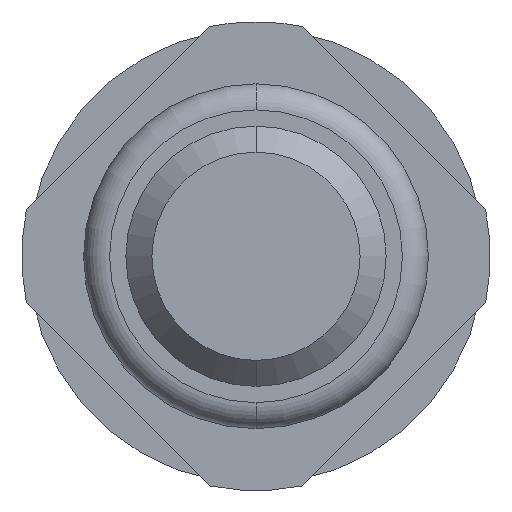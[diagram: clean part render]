
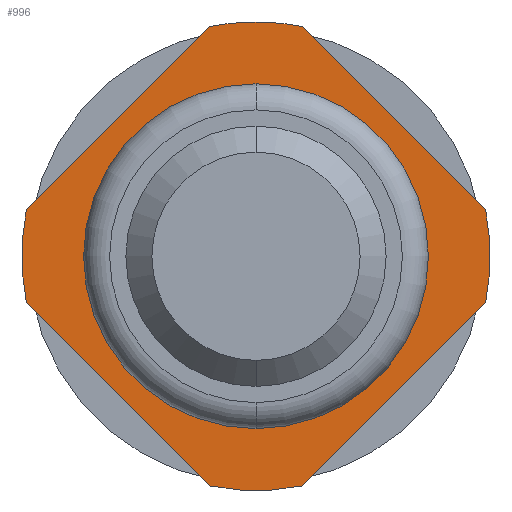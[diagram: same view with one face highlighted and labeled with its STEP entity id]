
A CAD part, front view. The second image highlights one B-rep face of the part: STEP entity #996.
In plain terms, the highlighted planar face has unit normal (0, -1, 0).
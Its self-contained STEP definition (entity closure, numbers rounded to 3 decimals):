
#17 = VERTEX_POINT ( 'NONE', #2110 ) ;
#55 = ORIENTED_EDGE ( 'NONE', *, *, #2405, .T. ) ;
#104 = VERTEX_POINT ( 'NONE', #3275 ) ;
#118 = AXIS2_PLACEMENT_3D ( 'NONE', #1848, #2141, #394 ) ;
#144 = LINE ( 'NONE', #2724, #646 ) ;
#155 = DIRECTION ( 'NONE',  ( 0., 1., 0. ) ) ;
#220 = AXIS2_PLACEMENT_3D ( 'NONE', #2337, #3242, #280 ) ;
#224 = ORIENTED_EDGE ( 'NONE', *, *, #3332, .F. ) ;
#269 = CARTESIAN_POINT ( 'NONE',  ( 0., -2., 0. ) ) ;
#280 = DIRECTION ( 'NONE',  ( 0., 0., 1. ) ) ;
#394 = DIRECTION ( 'NONE',  ( 0., 0., 1. ) ) ;
#416 = AXIS2_PLACEMENT_3D ( 'NONE', #269, #3500, #608 ) ;
#560 = CARTESIAN_POINT ( 'NONE',  ( 0., -2., 0. ) ) ;
#608 = DIRECTION ( 'NONE',  ( 0., 0., 1. ) ) ;
#646 = VECTOR ( 'NONE', #3610, 1000. ) ;
#649 = VERTEX_POINT ( 'NONE', #2103 ) ;
#685 = CIRCLE ( 'NONE', #772, 1.8 ) ;
#700 = EDGE_CURVE ( 'Defeature ausgef�hrt3_17+Defeature ausgef�hrt3_0+Defeature ausgef�hrt3_3+Defeature ausgef�hrt3_2', #3754, #649, #144, .T. ) ;
#770 = EDGE_CURVE ( 'Defeature ausgef�hrt3_16+Defeature ausgef�hrt3_0+Defeature ausgef�hrt3_4+Defeature ausgef�hrt3_3', #3577, #1430, #2302, .T. ) ;
#772 = AXIS2_PLACEMENT_3D ( 'NONE', #1291, #2996, #1583 ) ;
#797 = EDGE_CURVE ( 'Defeature ausgef�hrt3_0+Defeature ausgef�hrt3_12+Defeature ausgef�hrt3_12+Defeature ausgef�hrt3_12', #17, #3648, #3756, .T. ) ;
#805 = CARTESIAN_POINT ( 'NONE',  ( 1.961, -2., -0.161 ) ) ;
#834 = DIRECTION ( 'NONE',  ( -0.707, 0., -0.707 ) ) ;
#922 = CARTESIAN_POINT ( 'NONE',  ( 1.961, -2., 0.161 ) ) ;
#928 = VECTOR ( 'NONE', #1920, 1000. ) ;
#948 = LINE ( 'NONE', #922, #1179 ) ;
#996 = ADVANCED_FACE ( 'Defeature ausgef�hrt3_0', ( #1884, #1428 ), #3229, .F. ) ;
#1005 = EDGE_CURVE ( 'Defeature ausgef�hrt3_4+Defeature ausgef�hrt3_0+Defeature ausgef�hrt3_15+Defeature ausgef�hrt3_16', #2690, #3577, #2481, .T. ) ;
#1023 = CARTESIAN_POINT ( 'NONE',  ( -1.764, -2., -0.357 ) ) ;
#1078 = CARTESIAN_POINT ( 'NONE',  ( 0., -2., 0. ) ) ;
#1179 = VECTOR ( 'NONE', #2102, 1000. ) ;
#1212 = VERTEX_POINT ( 'NONE', #2133 ) ;
#1250 = CIRCLE ( 'NONE', #3452, 1.325 ) ;
#1281 = DIRECTION ( 'NONE',  ( 0., 1., 0. ) ) ;
#1291 = CARTESIAN_POINT ( 'NONE',  ( 0., -2., 0. ) ) ;
#1294 = ORIENTED_EDGE ( 'NONE', *, *, #770, .F. ) ;
#1392 = ORIENTED_EDGE ( 'NONE', *, *, #700, .F. ) ;
#1428 = FACE_OUTER_BOUND ( 'NONE', #2264, .T. ) ;
#1430 = VERTEX_POINT ( 'NONE', #1023 ) ;
#1433 = DIRECTION ( 'NONE',  ( 0., 0., 1. ) ) ;
#1500 = EDGE_CURVE ( 'Defeature ausgef�hrt3_15+Defeature ausgef�hrt3_0+Defeature ausgef�hrt3_1+Defeature ausgef�hrt3_4', #3779, #2690, #3617, .T. ) ;
#1583 = DIRECTION ( 'NONE',  ( 0., 0., 1. ) ) ;
#1592 = AXIS2_PLACEMENT_3D ( 'NONE', #1078, #155, #2206 ) ;
#1669 = ORIENTED_EDGE ( 'NONE', *, *, #3654, .F. ) ;
#1671 = ORIENTED_EDGE ( 'NONE', *, *, #797, .T. ) ;
#1689 = DIRECTION ( 'NONE',  ( 0., 0., 1. ) ) ;
#1695 = CARTESIAN_POINT ( 'NONE',  ( 0., -2., 0. ) ) ;
#1704 = ORIENTED_EDGE ( 'NONE', *, *, #2727, .F. ) ;
#1718 = ORIENTED_EDGE ( 'NONE', *, *, #1500, .F. ) ;
#1750 = VECTOR ( 'NONE', #834, 1000. ) ;
#1755 = EDGE_CURVE ( 'Defeature ausgef�hrt3_3+Defeature ausgef�hrt3_0+Defeature ausgef�hrt3_16+Defeature ausgef�hrt3_17', #1430, #3754, #3065, .T. ) ;
#1772 = EDGE_CURVE ( 'Defeature ausgef�hrt3_2+Defeature ausgef�hrt3_0+Defeature ausgef�hrt3_17+Defeature ausgef�hrt3_18', #2584, #1212, #685, .T. ) ;
#1848 = CARTESIAN_POINT ( 'NONE',  ( 0., -2., 0. ) ) ;
#1884 = FACE_BOUND ( 'NONE', #2994, .T. ) ;
#1920 = DIRECTION ( 'NONE',  ( -0.707, 0., 0.707 ) ) ;
#2102 = DIRECTION ( 'NONE',  ( 0.707, 0., -0.707 ) ) ;
#2103 = CARTESIAN_POINT ( 'NONE',  ( -0.357, -2., 1.764 ) ) ;
#2110 = CARTESIAN_POINT ( 'NONE',  ( 0., -2., -1.325 ) ) ;
#2133 = CARTESIAN_POINT ( 'NONE',  ( 0.357, -2., 1.764 ) ) ;
#2141 = DIRECTION ( 'NONE',  ( 0., 1., 0. ) ) ;
#2204 = CARTESIAN_POINT ( 'NONE',  ( -1.764, -2., 0.357 ) ) ;
#2206 = DIRECTION ( 'NONE',  ( 0., 0., 1. ) ) ;
#2264 = EDGE_LOOP ( 'NONE', ( #1669, #2268, #1704, #1392, #2343, #1294, #2568, #1718, #224 ) ) ;
#2268 = ORIENTED_EDGE ( 'NONE', *, *, #1772, .F. ) ;
#2302 = LINE ( 'NONE', #3389, #928 ) ;
#2337 = CARTESIAN_POINT ( 'NONE',  ( 1.8, -2., 0. ) ) ;
#2343 = ORIENTED_EDGE ( 'NONE', *, *, #1755, .F. ) ;
#2371 = CIRCLE ( 'NONE', #2768, 1.8 ) ;
#2405 = EDGE_CURVE ( 'Defeature ausgef�hrt3_0+Defeature ausgef�hrt3_12+Defeature ausgef�hrt3_12+Defeature ausgef�hrt3_12', #3648, #17, #1250, .T. ) ;
#2456 = CARTESIAN_POINT ( 'NONE',  ( 0.357, -2., -1.764 ) ) ;
#2481 = CIRCLE ( 'NONE', #416, 1.8 ) ;
#2568 = ORIENTED_EDGE ( 'NONE', *, *, #1005, .F. ) ;
#2584 = VERTEX_POINT ( 'NONE', #3576 ) ;
#2690 = VERTEX_POINT ( 'NONE', #2456 ) ;
#2724 = CARTESIAN_POINT ( 'NONE',  ( -0.161, -2., 1.961 ) ) ;
#2727 = EDGE_CURVE ( 'Defeature ausgef�hrt3_2+Defeature ausgef�hrt3_0+Defeature ausgef�hrt3_17+Defeature ausgef�hrt3_18', #649, #2584, #3144, .T. ) ;
#2764 = CARTESIAN_POINT ( 'NONE',  ( 0., -2., 1.325 ) ) ;
#2768 = AXIS2_PLACEMENT_3D ( 'NONE', #560, #3460, #1689 ) ;
#2780 = DIRECTION ( 'NONE',  ( 0., 0., 1. ) ) ;
#2785 = CARTESIAN_POINT ( 'NONE',  ( 1.764, -2., -0.357 ) ) ;
#2962 = AXIS2_PLACEMENT_3D ( 'NONE', #3039, #1281, #2780 ) ;
#2976 = CARTESIAN_POINT ( 'NONE',  ( -0.357, -2., -1.764 ) ) ;
#2994 = EDGE_LOOP ( 'NONE', ( #55, #1671 ) ) ;
#2996 = DIRECTION ( 'NONE',  ( 0., 1., 0. ) ) ;
#3039 = CARTESIAN_POINT ( 'NONE',  ( 0., -2., 0. ) ) ;
#3065 = CIRCLE ( 'NONE', #118, 1.8 ) ;
#3144 = CIRCLE ( 'NONE', #2962, 1.8 ) ;
#3229 = PLANE ( 'NONE',  #220 ) ;
#3242 = DIRECTION ( 'NONE',  ( 0., 1., 0. ) ) ;
#3275 = CARTESIAN_POINT ( 'NONE',  ( 1.764, -2., 0.357 ) ) ;
#3332 = EDGE_CURVE ( 'Defeature ausgef�hrt3_1+Defeature ausgef�hrt3_0+Defeature ausgef�hrt3_18+Defeature ausgef�hrt3_15', #104, #3779, #2371, .T. ) ;
#3389 = CARTESIAN_POINT ( 'NONE',  ( -0.161, -2., -1.961 ) ) ;
#3452 = AXIS2_PLACEMENT_3D ( 'NONE', #1695, #3726, #1433 ) ;
#3460 = DIRECTION ( 'NONE',  ( 0., 1., 0. ) ) ;
#3500 = DIRECTION ( 'NONE',  ( 0., 1., 0. ) ) ;
#3576 = CARTESIAN_POINT ( 'NONE',  ( 0., -2., 1.8 ) ) ;
#3577 = VERTEX_POINT ( 'NONE', #2976 ) ;
#3610 = DIRECTION ( 'NONE',  ( 0.707, 0., 0.707 ) ) ;
#3617 = LINE ( 'NONE', #805, #1750 ) ;
#3648 = VERTEX_POINT ( 'NONE', #2764 ) ;
#3654 = EDGE_CURVE ( 'Defeature ausgef�hrt3_18+Defeature ausgef�hrt3_0+Defeature ausgef�hrt3_2+Defeature ausgef�hrt3_1', #1212, #104, #948, .T. ) ;
#3726 = DIRECTION ( 'NONE',  ( 0., 1., 0. ) ) ;
#3754 = VERTEX_POINT ( 'NONE', #2204 ) ;
#3756 = CIRCLE ( 'NONE', #1592, 1.325 ) ;
#3779 = VERTEX_POINT ( 'NONE', #2785 ) ;
